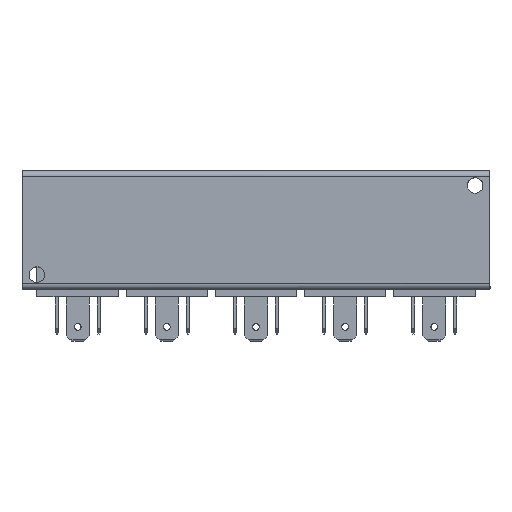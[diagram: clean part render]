
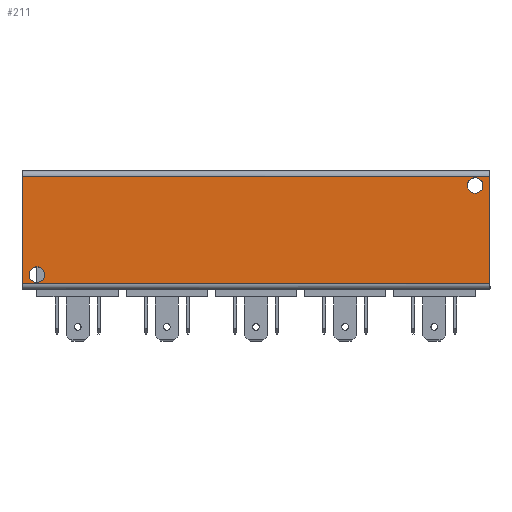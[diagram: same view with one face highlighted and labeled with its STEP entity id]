
A CAD part, top view. The second image highlights one B-rep face of the part: STEP entity #211.
In plain terms, the highlighted planar face has unit normal (0, 0, -1).
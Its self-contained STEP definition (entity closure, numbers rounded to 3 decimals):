
#63=FACE_BOUND('',#2113,.T.);
#64=FACE_BOUND('',#2114,.T.);
#211=ADVANCED_FACE('',(#1158,#63,#64),#13372,.T.);
#1158=FACE_OUTER_BOUND('',#2112,.T.);
#2112=EDGE_LOOP('',(#3286,#3287,#3288,#3289));
#2113=EDGE_LOOP('',(#3290,#3291));
#2114=EDGE_LOOP('',(#3292,#3293));
#3286=ORIENTED_EDGE('',*,*,#7626,.T.);
#3287=ORIENTED_EDGE('',*,*,#7625,.T.);
#3288=ORIENTED_EDGE('',*,*,#7624,.T.);
#3289=ORIENTED_EDGE('',*,*,#7621,.T.);
#3290=ORIENTED_EDGE('',*,*,#7581,.F.);
#3291=ORIENTED_EDGE('',*,*,#7580,.F.);
#3292=ORIENTED_EDGE('',*,*,#7611,.F.);
#3293=ORIENTED_EDGE('',*,*,#7612,.F.);
#7580=EDGE_CURVE('',#12016,#12017,#11039,.T.);
#7581=EDGE_CURVE('',#12017,#12016,#11040,.T.);
#7611=EDGE_CURVE('',#12039,#12040,#11049,.T.);
#7612=EDGE_CURVE('',#12040,#12039,#11050,.T.);
#7621=EDGE_CURVE('',#12054,#12055,#9803,.T.);
#7624=EDGE_CURVE('',#12057,#12054,#9805,.T.);
#7625=EDGE_CURVE('',#12058,#12057,#9806,.T.);
#7626=EDGE_CURVE('',#12055,#12058,#9807,.T.);
#9803=B_SPLINE_CURVE_WITH_KNOTS('',1,(#20573,#20574),.UNSPECIFIED.,.F.,
 .F.,(2,2),(-46.5,79.5),.UNSPECIFIED.);
#9805=B_SPLINE_CURVE_WITH_KNOTS('',1,(#20580,#20581),.UNSPECIFIED.,.F.,
 .F.,(2,2),(-8.144,20.856),.UNSPECIFIED.);
#9806=B_SPLINE_CURVE_WITH_KNOTS('',1,(#20582,#20583),.UNSPECIFIED.,.F.,
 .F.,(2,2),(-94.5,31.5),.UNSPECIFIED.);
#9807=B_SPLINE_CURVE_WITH_KNOTS('',1,(#20584,#20585),.UNSPECIFIED.,.F.,
 .F.,(2,2),(-20.856,8.144),.UNSPECIFIED.);
#11039=(
BOUNDED_CURVE()
B_SPLINE_CURVE(2,(#20368,#20369,#20370,#20371,#20372),.UNSPECIFIED.,.F.,
 .F.)
B_SPLINE_CURVE_WITH_KNOTS((3,2,3),(-6.597,-3.299,
0.),.UNSPECIFIED.)
CURVE()
GEOMETRIC_REPRESENTATION_ITEM()
RATIONAL_B_SPLINE_CURVE((1.,0.707,1.,0.707,1.))
REPRESENTATION_ITEM('')
);
#11040=(
BOUNDED_CURVE()
B_SPLINE_CURVE(2,(#20373,#20374,#20375,#20376,#20377),.UNSPECIFIED.,.F.,
 .F.)
B_SPLINE_CURVE_WITH_KNOTS((3,2,3),(-13.195,-9.896,
-6.597),.UNSPECIFIED.)
CURVE()
GEOMETRIC_REPRESENTATION_ITEM()
RATIONAL_B_SPLINE_CURVE((1.,0.707,1.,0.707,1.))
REPRESENTATION_ITEM('')
);
#11049=(
BOUNDED_CURVE()
B_SPLINE_CURVE(2,(#20540,#20541,#20542,#20543,#20544),.UNSPECIFIED.,.F.,
 .F.)
B_SPLINE_CURVE_WITH_KNOTS((3,2,3),(-6.597,-3.299,
0.),.UNSPECIFIED.)
CURVE()
GEOMETRIC_REPRESENTATION_ITEM()
RATIONAL_B_SPLINE_CURVE((1.,0.707,1.,0.707,1.))
REPRESENTATION_ITEM('')
);
#11050=(
BOUNDED_CURVE()
B_SPLINE_CURVE(2,(#20545,#20546,#20547,#20548,#20549),.UNSPECIFIED.,.F.,
 .F.)
B_SPLINE_CURVE_WITH_KNOTS((3,2,3),(-13.195,-9.896,
-6.597),.UNSPECIFIED.)
CURVE()
GEOMETRIC_REPRESENTATION_ITEM()
RATIONAL_B_SPLINE_CURVE((1.,0.707,1.,0.707,1.))
REPRESENTATION_ITEM('')
);
#12016=VERTEX_POINT('',#19686);
#12017=VERTEX_POINT('',#19687);
#12039=VERTEX_POINT('',#19709);
#12040=VERTEX_POINT('',#19710);
#12054=VERTEX_POINT('',#19724);
#12055=VERTEX_POINT('',#19725);
#12057=VERTEX_POINT('',#19727);
#12058=VERTEX_POINT('',#19728);
#13372=PLANE('',#14407);
#14407=AXIS2_PLACEMENT_3D('',#15378,#14829,$);
#14829=DIRECTION('',(0.,0.,-1.));
#15378=CARTESIAN_POINT('',(-63.01,-13.51,29.5));
#19686=CARTESIAN_POINT('',(59.,15.1,29.5));
#19687=CARTESIAN_POINT('',(59.,10.9,29.5));
#19709=CARTESIAN_POINT('',(-59.,-8.9,29.5));
#19710=CARTESIAN_POINT('',(-59.,-13.1,29.5));
#19724=CARTESIAN_POINT('',(63.,-13.5,29.5));
#19725=CARTESIAN_POINT('',(-63.,-13.5,29.5));
#19727=CARTESIAN_POINT('',(63.,15.5,29.5));
#19728=CARTESIAN_POINT('',(-63.,15.5,29.5));
#20368=CARTESIAN_POINT('',(59.,15.1,29.5));
#20369=CARTESIAN_POINT('',(61.1,15.1,29.5));
#20370=CARTESIAN_POINT('',(61.1,13.,29.5));
#20371=CARTESIAN_POINT('',(61.1,10.9,29.5));
#20372=CARTESIAN_POINT('',(59.,10.9,29.5));
#20373=CARTESIAN_POINT('',(59.,10.9,29.5));
#20374=CARTESIAN_POINT('',(56.9,10.9,29.5));
#20375=CARTESIAN_POINT('',(56.9,13.,29.5));
#20376=CARTESIAN_POINT('',(56.9,15.1,29.5));
#20377=CARTESIAN_POINT('',(59.,15.1,29.5));
#20540=CARTESIAN_POINT('',(-59.,-8.9,29.5));
#20541=CARTESIAN_POINT('',(-56.9,-8.9,29.5));
#20542=CARTESIAN_POINT('',(-56.9,-11.,29.5));
#20543=CARTESIAN_POINT('',(-56.9,-13.1,29.5));
#20544=CARTESIAN_POINT('',(-59.,-13.1,29.5));
#20545=CARTESIAN_POINT('',(-59.,-13.1,29.5));
#20546=CARTESIAN_POINT('',(-61.1,-13.1,29.5));
#20547=CARTESIAN_POINT('',(-61.1,-11.,29.5));
#20548=CARTESIAN_POINT('',(-61.1,-8.9,29.5));
#20549=CARTESIAN_POINT('',(-59.,-8.9,29.5));
#20573=CARTESIAN_POINT('',(63.,-13.5,29.5));
#20574=CARTESIAN_POINT('',(-63.,-13.5,29.5));
#20580=CARTESIAN_POINT('',(63.,15.5,29.5));
#20581=CARTESIAN_POINT('',(63.,-13.5,29.5));
#20582=CARTESIAN_POINT('',(-63.,15.5,29.5));
#20583=CARTESIAN_POINT('',(63.,15.5,29.5));
#20584=CARTESIAN_POINT('',(-63.,-13.5,29.5));
#20585=CARTESIAN_POINT('',(-63.,15.5,29.5));
